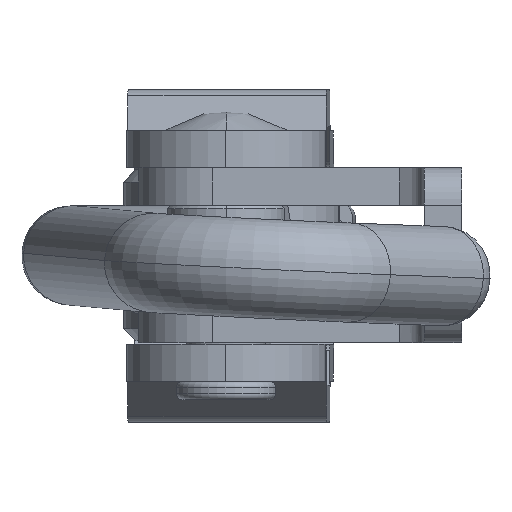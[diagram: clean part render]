
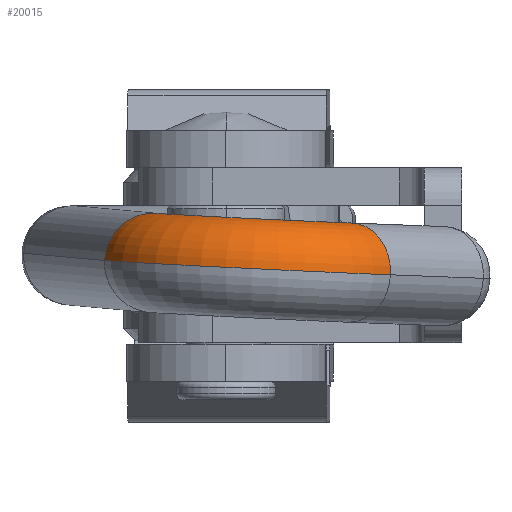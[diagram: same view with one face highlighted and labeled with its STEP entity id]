
A CAD part, left-side view. The second image highlights one B-rep face of the part: STEP entity #20015.
In plain terms, the highlighted toroidal (fillet/blend) face has major radius 8.8 mm and minor radius 4 mm.
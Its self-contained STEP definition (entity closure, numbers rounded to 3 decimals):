
#9100 = AXIS2_PLACEMENT_3D ( 'NONE', #9161, #9160, #9159 ) ;
#9101 = CIRCLE ( 'NONE', #9100, 4. ) ;
#9102 = CARTESIAN_POINT ( 'NONE',  ( -148.201, -28.094, 0. ) ) ;
#9153 = DIRECTION ( 'NONE',  ( 1., 0., 0. ) ) ;
#9154 = DIRECTION ( 'NONE',  ( 0., 0., 1. ) ) ;
#9155 = CARTESIAN_POINT ( 'NONE',  ( -142.43, -16.669, 0. ) ) ;
#9156 = AXIS2_PLACEMENT_3D ( 'NONE', #9155, #9154, #9153 ) ;
#9157 = CIRCLE ( 'NONE', #9156, 4.8 ) ;
#9158 = CARTESIAN_POINT ( 'NONE',  ( -144.594, -20.954, 0. ) ) ;
#9159 = DIRECTION ( 'NONE',  ( 0., 0., -1. ) ) ;
#9160 = DIRECTION ( 'NONE',  ( -0.893, 0.451, 0. ) ) ;
#9161 = CARTESIAN_POINT ( 'NONE',  ( -146.398, -24.524, 0. ) ) ;
#9192 = DIRECTION ( 'NONE',  ( 1., 0., 0. ) ) ;
#9193 = DIRECTION ( 'NONE',  ( 0., 0., 1. ) ) ;
#9194 = AXIS2_PLACEMENT_3D ( 'NONE', #9197, #9193, #9192 ) ;
#9195 = TOROIDAL_SURFACE ( 'NONE', #9194, 8.8, 4. ) ;
#9196 = CIRCLE ( 'NONE', #9255, 4. ) ;
#9197 = CARTESIAN_POINT ( 'NONE',  ( -142.43, -16.669, 0. ) ) ;
#9203 = FACE_OUTER_BOUND ( 'NONE', #20016, .T. ) ;
#9244 = DIRECTION ( 'NONE',  ( 1., 0., 0. ) ) ;
#9245 = DIRECTION ( 'NONE',  ( 0., 0., 1. ) ) ;
#9246 = CARTESIAN_POINT ( 'NONE',  ( -142.43, -16.669, 0. ) ) ;
#9247 = AXIS2_PLACEMENT_3D ( 'NONE', #9246, #9245, #9244 ) ;
#9248 = CIRCLE ( 'NONE', #9247, 12.8 ) ;
#9250 = CARTESIAN_POINT ( 'NONE',  ( -143.93, -12.109, 0. ) ) ;
#9251 = CARTESIAN_POINT ( 'NONE',  ( -146.428, -4.51, 0. ) ) ;
#9252 = DIRECTION ( 'NONE',  ( 0., 0., -1. ) ) ;
#9253 = DIRECTION ( 'NONE',  ( 0.95, 0.312, 0. ) ) ;
#9254 = CARTESIAN_POINT ( 'NONE',  ( -145.179, -8.31, 0. ) ) ;
#9255 = AXIS2_PLACEMENT_3D ( 'NONE', #9254, #9253, #9252 ) ;
#19930 = VERTEX_POINT ( 'NONE', #9102 ) ;
#19931 = ORIENTED_EDGE ( 'NONE', *, *, #19932, .T. ) ;
#19932 = EDGE_CURVE ( 'NONE', #19930, #19933, #9101, .T. ) ;
#19933 = VERTEX_POINT ( 'NONE', #9158 ) ;
#19934 = ORIENTED_EDGE ( 'NONE', *, *, #19935, .F. ) ;
#19935 = EDGE_CURVE ( 'NONE', #20021, #19933, #9157, .T. ) ;
#20015 = ADVANCED_FACE ( 'NONE', ( #9203 ), #9195, .T. ) ;
#20016 = EDGE_LOOP ( 'NONE', ( #20017, #20022, #19931, #19934 ) ) ;
#20017 = ORIENTED_EDGE ( 'NONE', *, *, #20018, .F. ) ;
#20018 = EDGE_CURVE ( 'NONE', #20019, #20021, #9196, .T. ) ;
#20019 = VERTEX_POINT ( 'NONE', #9251 ) ;
#20021 = VERTEX_POINT ( 'NONE', #9250 ) ;
#20022 = ORIENTED_EDGE ( 'NONE', *, *, #20023, .T. ) ;
#20023 = EDGE_CURVE ( 'NONE', #20019, #19930, #9248, .T. ) ;
